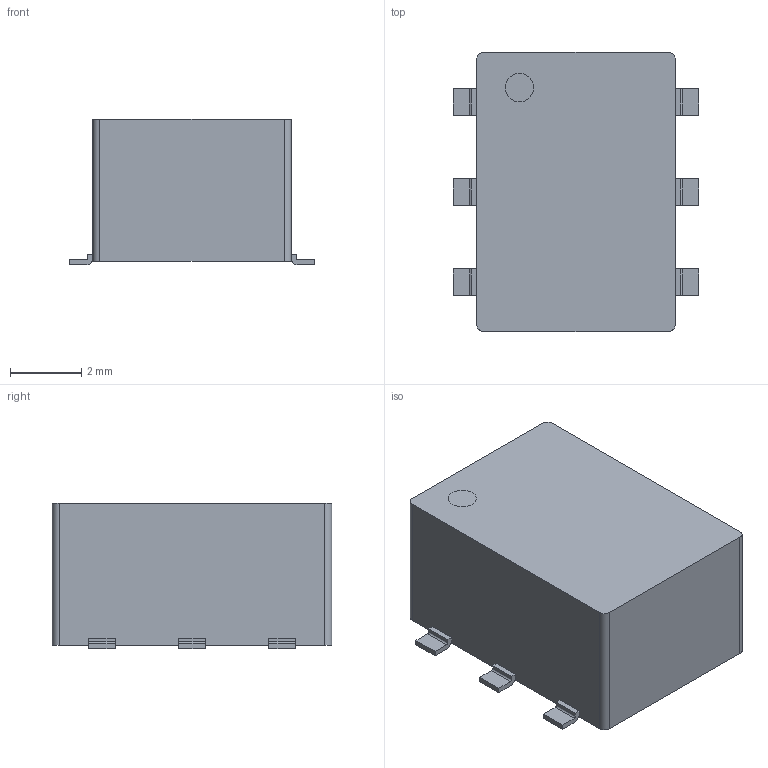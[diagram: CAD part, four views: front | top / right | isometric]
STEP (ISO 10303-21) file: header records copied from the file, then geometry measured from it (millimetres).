
FILE_DESCRIPTION((''),'2;1');
FILE_NAME('MINI-CIRCUITS_CD636.stp','2014-07-17T14:24:12',(''),(''),'Mechanical Desktop 2011','Mechanical Desktop 2011',', , ');
FILE_SCHEMA(('AUTOMOTIVE_DESIGN { 1 2 10303 214 1 1 1 1 }'));
Length unit declared in the file: millimetre
Products named in the file (1): Product
Bounding box: 6.91 x 7.87 x 4.11 mm (x, y, z)
Volume: 176.8 mm3; surface area: 206.1 mm2
Topology: 8 solids, 8 shells, 77 faces, 180 edges, 120 vertices
Faces by surface type: plane 33, bspline 30, cylinder 14
Entity records: 2324 total; most frequent: CARTESIAN_POINT 552, ORIENTED_EDGE 360, DIRECTION 316, EDGE_CURVE 180, VECTOR 140, LINE 140, VERTEX_POINT 120, AXIS2_PLACEMENT_3D 88
